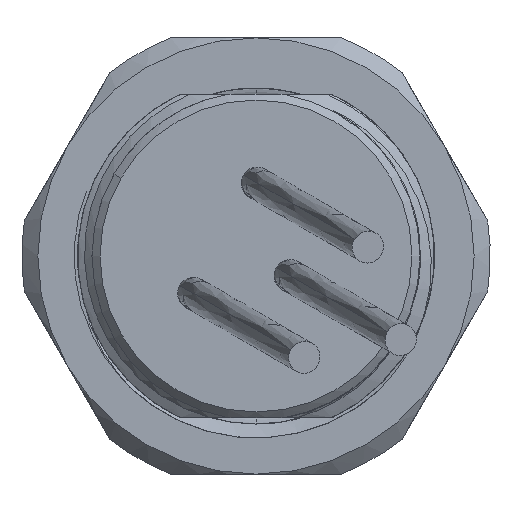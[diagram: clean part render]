
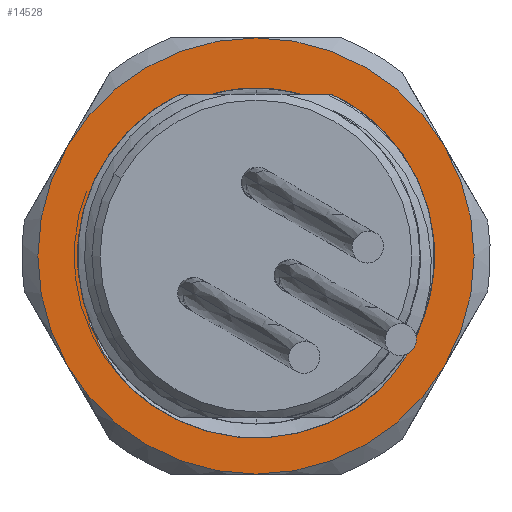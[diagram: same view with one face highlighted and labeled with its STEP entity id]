
A CAD part, left-side view. The second image highlights one B-rep face of the part: STEP entity #14528.
In plain terms, the highlighted planar face has unit normal (-1, 0, 0).
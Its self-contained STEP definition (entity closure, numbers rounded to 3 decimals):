
#12671=CARTESIAN_POINT('',(-5.5,11.691,6.75));
#12825=CARTESIAN_POINT('',(-5.5,0.,0.));
#12826=DIRECTION('',(1.,0.,0.));
#12827=DIRECTION('',(0.,0.,-1.));
#12828=AXIS2_PLACEMENT_3D('',#12825,#12826,#12827);
#12830=CARTESIAN_POINT('',(-5.5,0.,0.));
#12831=DIRECTION('',(1.,0.,0.));
#12832=DIRECTION('',(0.,0.866,-0.5));
#12833=AXIS2_PLACEMENT_3D('',#12830,#12831,#12832);
#12835=CARTESIAN_POINT('',(-5.5,0.,0.));
#12836=DIRECTION('',(1.,0.,0.));
#12837=DIRECTION('',(0.,0.,1.));
#12838=AXIS2_PLACEMENT_3D('',#12835,#12836,#12837);
#12840=CARTESIAN_POINT('',(-5.5,0.,0.));
#12841=DIRECTION('',(1.,0.,0.));
#12842=DIRECTION('',(0.,-0.866,0.5));
#12843=AXIS2_PLACEMENT_3D('',#12840,#12841,#12842);
#12845=CARTESIAN_POINT('',(-5.5,8.362,-7.541));
#12846=CARTESIAN_POINT('',(-5.5,8.656,-7.189));
#12847=CARTESIAN_POINT('',(-5.5,9.195,-6.455));
#12848=CARTESIAN_POINT('',(-5.5,9.865,-5.263));
#12849=CARTESIAN_POINT('',(-5.5,10.382,-4.004));
#12850=CARTESIAN_POINT('',(-5.5,10.741,-2.696));
#12851=CARTESIAN_POINT('',(-5.5,10.936,-1.36));
#12852=CARTESIAN_POINT('',(-5.5,10.967,-0.014));
#12853=CARTESIAN_POINT('',(-5.5,10.833,1.321));
#12854=CARTESIAN_POINT('',(-5.5,10.537,2.625));
#12855=CARTESIAN_POINT('',(-5.5,10.086,3.877));
#12856=CARTESIAN_POINT('',(-5.5,9.486,5.061));
#12857=CARTESIAN_POINT('',(-5.5,8.748,6.157));
#12858=CARTESIAN_POINT('',(-5.5,7.884,7.15));
#12859=CARTESIAN_POINT('',(-5.5,6.908,8.026));
#12860=CARTESIAN_POINT('',(-5.5,5.836,8.771));
#12861=CARTESIAN_POINT('',(-5.5,4.683,9.377));
#12862=CARTESIAN_POINT('',(-5.5,3.877,9.68));
#12863=CARTESIAN_POINT('',(-5.5,3.463,9.806));
#12865=CARTESIAN_POINT('',(-5.5,-7.644,-8.268));
#12866=CARTESIAN_POINT('',(-5.5,-7.307,-8.58));
#12867=CARTESIAN_POINT('',(-5.5,-6.6,-9.157));
#12868=CARTESIAN_POINT('',(-5.5,-5.438,-9.892));
#12869=CARTESIAN_POINT('',(-5.5,-4.196,-10.479));
#12870=CARTESIAN_POINT('',(-5.5,-2.892,-10.911));
#12871=CARTESIAN_POINT('',(-5.5,-1.545,-11.182));
#12872=CARTESIAN_POINT('',(-5.5,-0.176,-11.287));
#12873=CARTESIAN_POINT('',(-5.5,1.197,-11.224));
#12874=CARTESIAN_POINT('',(-5.5,2.552,-10.996));
#12875=CARTESIAN_POINT('',(-5.5,3.869,-10.604));
#12876=CARTESIAN_POINT('',(-5.5,5.128,-10.056));
#12877=CARTESIAN_POINT('',(-5.5,6.311,-9.359));
#12878=CARTESIAN_POINT('',(-5.5,7.402,-8.522));
#12879=CARTESIAN_POINT('',(-5.5,8.054,-7.882));
#12880=CARTESIAN_POINT('',(-5.5,8.362,-7.541));
#12882=CARTESIAN_POINT('',(-5.5,-4.337,9.452));
#12883=CARTESIAN_POINT('',(-5.5,-4.738,9.289));
#12884=CARTESIAN_POINT('',(-5.5,-5.513,8.914));
#12885=CARTESIAN_POINT('',(-5.5,-6.607,8.206));
#12886=CARTESIAN_POINT('',(-5.5,-7.607,7.367));
#12887=CARTESIAN_POINT('',(-5.5,-8.5,6.406));
#12888=CARTESIAN_POINT('',(-5.5,-9.27,5.339));
#12889=CARTESIAN_POINT('',(-5.5,-9.906,4.18));
#12890=CARTESIAN_POINT('',(-5.5,-10.396,2.947));
#12891=CARTESIAN_POINT('',(-5.5,-10.732,1.659));
#12892=CARTESIAN_POINT('',(-5.5,-10.908,0.334));
#12893=CARTESIAN_POINT('',(-5.5,-10.921,-1.007));
#12894=CARTESIAN_POINT('',(-5.5,-10.768,-2.345));
#12895=CARTESIAN_POINT('',(-5.5,-10.452,-3.659));
#12896=CARTESIAN_POINT('',(-5.5,-9.977,-4.929));
#12897=CARTESIAN_POINT('',(-5.5,-9.348,-6.135));
#12898=CARTESIAN_POINT('',(-5.5,-8.573,-7.261));
#12899=CARTESIAN_POINT('',(-5.5,-7.969,-7.943));
#12900=CARTESIAN_POINT('',(-5.5,-7.644,-8.268));
#12907=CARTESIAN_POINT('',(-5.5,0.,0.));
#12908=DIRECTION('',(-1.,0.,0.));
#12909=DIRECTION('',(0.,0.,-1.));
#12910=AXIS2_PLACEMENT_3D('',#12907,#12908,#12909);
#12919=CARTESIAN_POINT('',(-5.5,-11.691,-6.75));
#12945=CARTESIAN_POINT('',(-5.5,-11.691,6.75));
#12971=CARTESIAN_POINT('',(-5.5,0.,13.5));
#12995=CARTESIAN_POINT('',(-5.5,0.,0.));
#12996=DIRECTION('',(-1.,0.,0.));
#12997=DIRECTION('',(0.,0.,1.));
#12998=AXIS2_PLACEMENT_3D('',#12995,#12996,#12997);
#13123=CARTESIAN_POINT('',(-5.5,11.691,-6.75));
#13149=CARTESIAN_POINT('',(-5.5,0.,-13.5));
#13604=CARTESIAN_POINT('',(-5.5,0.,0.));
#13605=DIRECTION('',(1.,0.,0.));
#13606=DIRECTION('',(0.,0.333,0.943));
#13607=AXIS2_PLACEMENT_3D('',#13604,#13605,#13606);
#14004=VERTEX_POINT('',#12971);
#14006=VERTEX_POINT('',#12945);
#14008=VERTEX_POINT('',#12919);
#14010=VERTEX_POINT('',#13149);
#14012=VERTEX_POINT('',#13123);
#14014=VERTEX_POINT('',#12671);
#14031=VERTEX_POINT('',#12845);
#14032=VERTEX_POINT('',#12863);
#14033=VERTEX_POINT('',#12865);
#14034=VERTEX_POINT('',#12882);
#14500=CARTESIAN_POINT('',(-5.5,25.725,-61.986));
#14501=DIRECTION('',(1.,0.,0.));
#14502=DIRECTION('',(0.,-1.,0.));
#14503=AXIS2_PLACEMENT_3D('',#14500,#14501,#14502);
#14504=PLANE('',#14503);
#14506=ORIENTED_EDGE('',*,*,#14505,.F.);
#14508=ORIENTED_EDGE('',*,*,#14507,.T.);
#14509=ORIENTED_EDGE('',*,*,#14491,.T.);
#14511=ORIENTED_EDGE('',*,*,#14510,.F.);
#14513=ORIENTED_EDGE('',*,*,#14512,.T.);
#14515=ORIENTED_EDGE('',*,*,#14514,.T.);
#14516=EDGE_LOOP('',(#14506,#14508,#14509,#14511,#14513,#14515));
#14517=FACE_OUTER_BOUND('',#14516,.F.);
#14519=ORIENTED_EDGE('',*,*,#14518,.F.);
#14521=ORIENTED_EDGE('',*,*,#14520,.F.);
#14523=ORIENTED_EDGE('',*,*,#14522,.F.);
#14525=ORIENTED_EDGE('',*,*,#14524,.F.);
#14526=EDGE_LOOP('',(#14519,#14521,#14523,#14525));
#14527=FACE_BOUND('',#14526,.F.);
#12829=CIRCLE('',#12828,13.5);
#12834=CIRCLE('',#12833,13.5);
#12839=CIRCLE('',#12838,13.5);
#12844=CIRCLE('',#12843,13.5);
#12864=B_SPLINE_CURVE_WITH_KNOTS('',3,(#12845,#12846,#12847,#12848,#12849,
#12850,#12851,#12852,#12853,#12854,#12855,#12856,#12857,#12858,#12859,#12860,
#12861,#12862,#12863),.UNSPECIFIED.,.F.,.F.,(4,1,1,1,1,1,1,1,1,1,1,1,1,1,1,1,4),
(0.,0.063,0.125,0.188,0.25,0.313,0.375,0.438,0.5,0.563,
0.625,0.688,0.75,0.813,0.875,0.938,1.),.UNSPECIFIED.);
#12881=B_SPLINE_CURVE_WITH_KNOTS('',3,(#12865,#12866,#12867,#12868,#12869,
#12870,#12871,#12872,#12873,#12874,#12875,#12876,#12877,#12878,#12879,#12880),
.UNSPECIFIED.,.F.,.F.,(4,1,1,1,1,1,1,1,1,1,1,1,1,4),(0.,0.077,
0.154,0.231,0.308,0.385,
0.462,0.538,0.615,0.692,
0.769,0.846,0.923,1.),.UNSPECIFIED.);
#12901=B_SPLINE_CURVE_WITH_KNOTS('',3,(#12882,#12883,#12884,#12885,#12886,
#12887,#12888,#12889,#12890,#12891,#12892,#12893,#12894,#12895,#12896,#12897,
#12898,#12899,#12900),.UNSPECIFIED.,.F.,.F.,(4,1,1,1,1,1,1,1,1,1,1,1,1,1,1,1,4),
(0.,0.063,0.125,0.188,0.25,0.313,0.375,0.438,0.5,0.563,
0.625,0.688,0.75,0.813,0.875,0.938,1.),.UNSPECIFIED.);
#12911=CIRCLE('',#12910,13.5);
#12999=CIRCLE('',#12998,13.5);
#13608=CIRCLE('',#13607,10.4);
#14491=EDGE_CURVE('',#14012,#14014,#12834,.T.);
#14505=EDGE_CURVE('',#14010,#14008,#12911,.T.);
#14507=EDGE_CURVE('',#14010,#14012,#12829,.T.);
#14510=EDGE_CURVE('',#14004,#14014,#12999,.T.);
#14512=EDGE_CURVE('',#14004,#14006,#12839,.T.);
#14514=EDGE_CURVE('',#14006,#14008,#12844,.T.);
#14518=EDGE_CURVE('',#14031,#14032,#12864,.T.);
#14520=EDGE_CURVE('',#14033,#14031,#12881,.T.);
#14522=EDGE_CURVE('',#14034,#14033,#12901,.T.);
#14524=EDGE_CURVE('',#14032,#14034,#13608,.T.);
#14528=ADVANCED_FACE('',(#14517,#14527),#14504,.F.);
